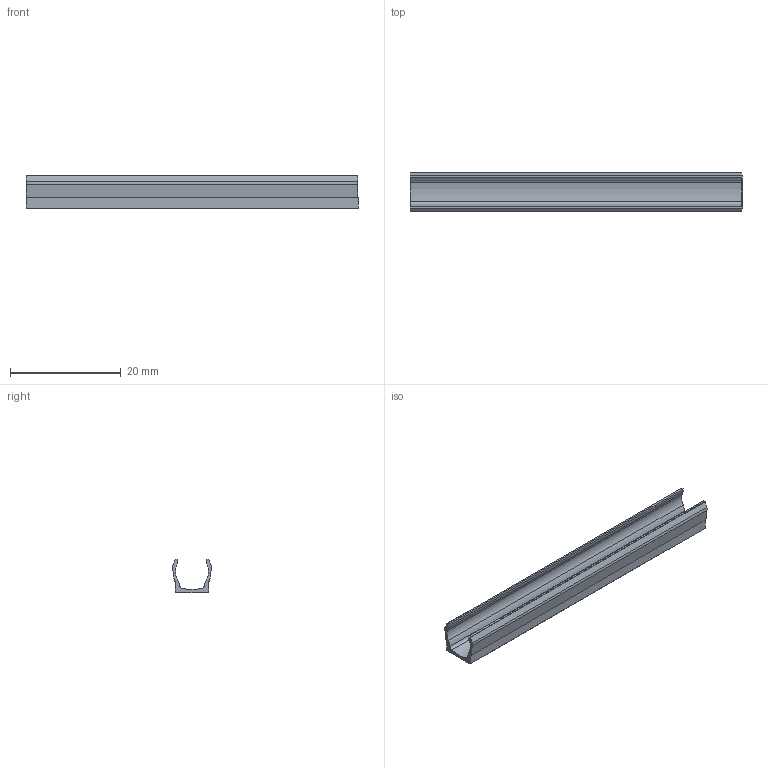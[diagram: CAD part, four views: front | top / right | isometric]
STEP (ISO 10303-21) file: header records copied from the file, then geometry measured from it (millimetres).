
FILE_DESCRIPTION(/* description */ (''),/* implementation_level */ '2;1');
FILE_NAME(/* name */ 'Riker''s_Flush_Cover.step',/* time_stamp */ '2025-04-05T05:20:23-07:00',/* author */ (''),/* organization */ (''),/* preprocessor_version */ 'ST-DEVELOPER v20.1',/* originating_system */ 'Autodesk Translation Framework v14.4.0.0',/* authorisation */ '');
FILE_SCHEMA (('AUTOMOTIVE_DESIGN { 1 0 10303 214 3 1 1 }'));
Length unit declared in the file: millimetre
Products named in the file (1): (Unsaved)
Bounding box: 60 x 7.04 x 6 mm (x, y, z)
Volume: 617.1 mm3; surface area: 2053.2 mm2
Topology: 1 solids, 1 shells, 32 faces, 90 edges, 60 vertices
Faces by surface type: plane 20, cylinder 12
Entity records: 1077 total; most frequent: CARTESIAN_POINT 193, ORIENTED_EDGE 180, DIRECTION 178, EDGE_CURVE 90, LINE 64, VECTOR 64, VERTEX_POINT 60, AXIS2_PLACEMENT_3D 57
